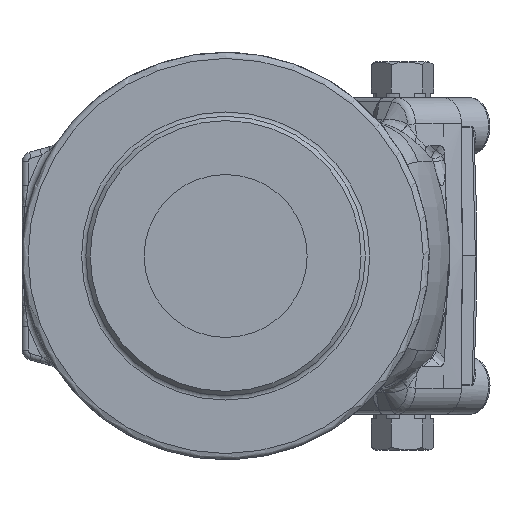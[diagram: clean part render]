
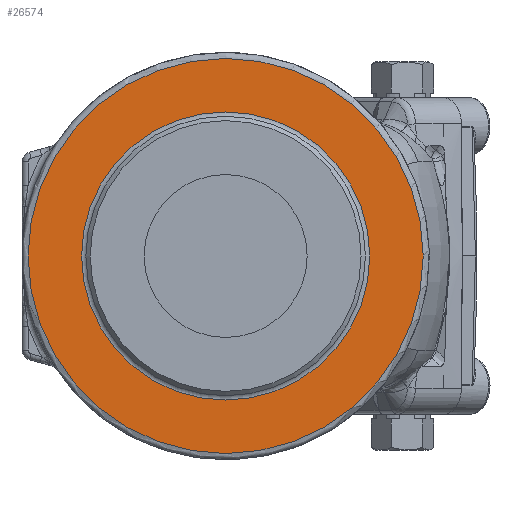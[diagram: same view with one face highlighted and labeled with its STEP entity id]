
A CAD part, left-side view. The second image highlights one B-rep face of the part: STEP entity #26574.
In plain terms, the highlighted planar face has unit normal (-1, 0, 0).
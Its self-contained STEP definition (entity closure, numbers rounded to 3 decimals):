
#222 = AXIS2_PLACEMENT_3D ( 'NONE', #10355, #10365, #10366 ) ;
#2140 = EDGE_LOOP ( 'NONE', ( #24275 ) ) ;
#2191 = EDGE_LOOP ( 'NONE', ( #24274 ) ) ;
#5543 = CARTESIAN_POINT ( 'NONE',  ( -169.5, 0., 0. ) ) ;
#5544 = DIRECTION ( 'NONE',  ( 1., 0., 0. ) ) ;
#5545 = DIRECTION ( 'NONE',  ( 0., 0., 1. ) ) ;
#7065 = CIRCLE ( 'NONE', #19866, 70.743 ) ;
#7930 = FACE_BOUND ( 'NONE', #2140, .T. ) ;
#7936 = FACE_OUTER_BOUND ( 'NONE', #2191, .T. ) ;
#10355 = CARTESIAN_POINT ( 'NONE',  ( -169.5, 0., 0. ) ) ;
#10363 = PLANE ( 'NONE',  #222 ) ;
#10365 = DIRECTION ( 'NONE',  ( 1., 0., 0. ) ) ;
#10366 = DIRECTION ( 'NONE',  ( 0., 0., 1. ) ) ;
#15859 = CARTESIAN_POINT ( 'NONE',  ( -169.5, 0., 70.743 ) ) ;
#15861 = CARTESIAN_POINT ( 'NONE',  ( -169.5, 0., 97. ) ) ;
#15924 = VERTEX_POINT ( 'NONE', #15859 ) ;
#15931 = VERTEX_POINT ( 'NONE', #15861 ) ;
#19781 = CIRCLE ( 'NONE', #19980, 97. ) ;
#19866 = AXIS2_PLACEMENT_3D ( 'NONE', #5543, #5544, #5545 ) ;
#19980 = AXIS2_PLACEMENT_3D ( 'NONE', #22939, #22940, #22941 ) ;
#22939 = CARTESIAN_POINT ( 'NONE',  ( -169.5, 0., 0. ) ) ;
#22940 = DIRECTION ( 'NONE',  ( -1., 0., 0. ) ) ;
#22941 = DIRECTION ( 'NONE',  ( 0., 0., 1. ) ) ;
#24274 = ORIENTED_EDGE ( 'NONE', *, *, #24978, .T. ) ;
#24275 = ORIENTED_EDGE ( 'NONE', *, *, #24722, .T. ) ;
#24722 = EDGE_CURVE ( 'NONE', #15924, #15924, #7065, .T. ) ;
#24978 = EDGE_CURVE ( 'NONE', #15931, #15931, #19781, .T. ) ;
#26574 = ADVANCED_FACE ( 'NONE', ( #7930, #7936 ), #10363, .F. ) ;
